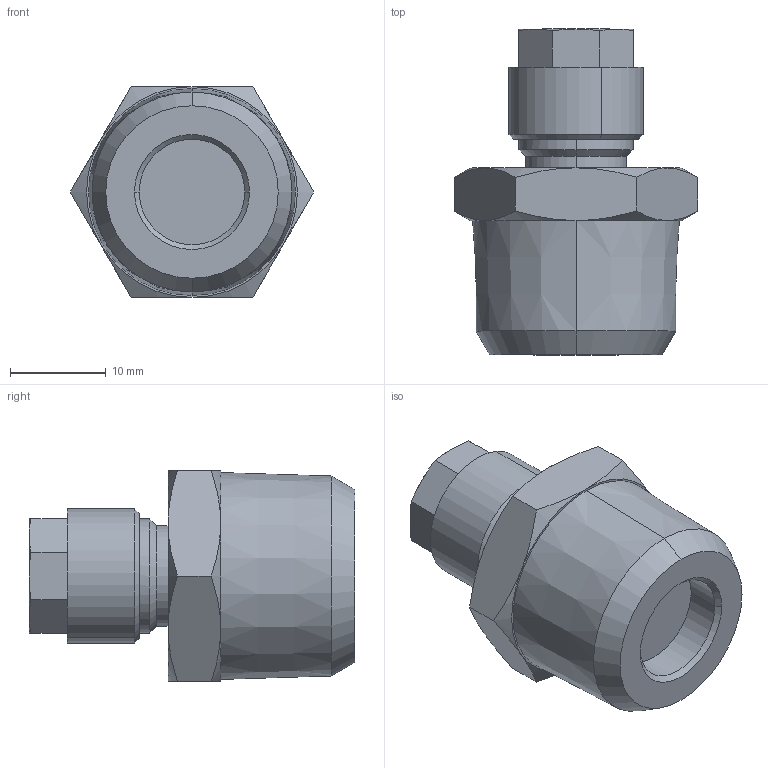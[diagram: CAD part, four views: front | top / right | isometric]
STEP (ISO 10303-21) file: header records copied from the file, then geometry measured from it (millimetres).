
FILE_DESCRIPTION (( 'STEP AP214' ), '1' );
FILE_NAME ('0100000009.step', '2012-09-28T13:17:01', ( '' ), ( '' ), 'SwSTEP 2.0', 'SolidWorks 2012', '' );
FILE_SCHEMA (( 'AUTOMOTIVE_DESIGN' ));
Length unit declared in the file: millimetre
Products named in the file (1): 0100000009
Bounding box: 25.4 x 34 x 22 mm (x, y, z)
Volume: 8550.9 mm3; surface area: 2929.8 mm2
Topology: 1 solids, 1 shells, 67 faces, 144 edges, 85 vertices
Faces by surface type: cone 33, plane 22, cylinder 10, torus 2
Entity records: 1939 total; most frequent: CARTESIAN_POINT 489, DIRECTION 299, ORIENTED_EDGE 288, EDGE_CURVE 144, AXIS2_PLACEMENT_3D 127, VERTEX_POINT 85, EDGE_LOOP 73, ADVANCED_FACE 67
